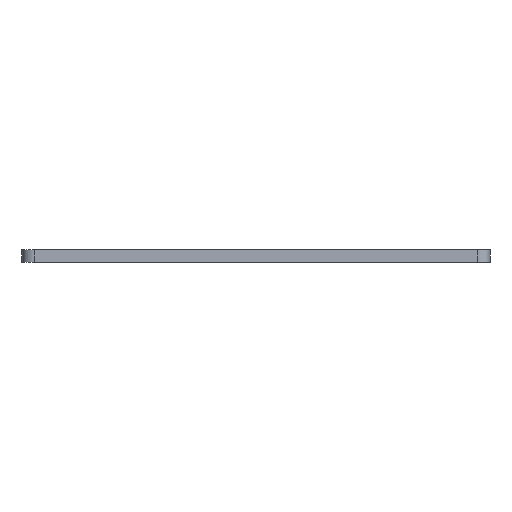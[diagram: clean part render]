
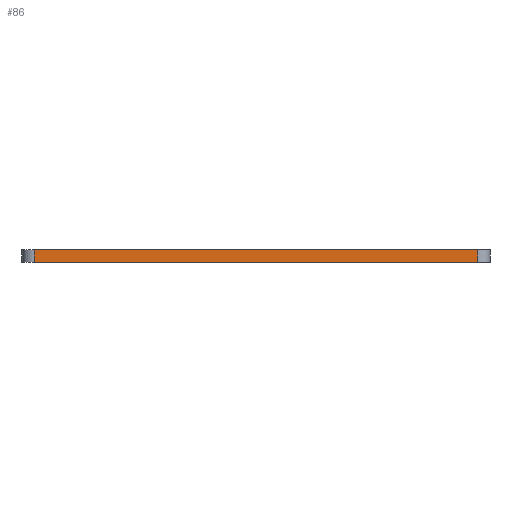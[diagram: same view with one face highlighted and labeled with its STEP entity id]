
A CAD part, front view. The second image highlights one B-rep face of the part: STEP entity #86.
In plain terms, the highlighted planar face has unit normal (0, -1, 0).
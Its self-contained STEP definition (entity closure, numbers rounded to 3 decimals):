
#6 = CARTESIAN_POINT ( 'NONE',  ( 115., 2., -0.5 ) ) ;
#51 = CARTESIAN_POINT ( 'NONE',  ( 2., 2., -0.5 ) ) ;
#63 = CARTESIAN_POINT ( 'NONE',  ( 5., 2., 2.5 ) ) ;
#64 = DIRECTION ( 'NONE',  ( 0., 0., -1. ) ) ;
#66 = LINE ( 'NONE', #6, #575 ) ;
#73 = ORIENTED_EDGE ( 'NONE', *, *, #194, .T. ) ;
#82 = VECTOR ( 'NONE', #494, 1000. ) ;
#86 = ADVANCED_FACE ( 'NONE', ( #606 ), #544, .T. ) ;
#104 = VERTEX_POINT ( 'NONE', #736 ) ;
#117 = DIRECTION ( 'NONE',  ( 1., 0., 0. ) ) ;
#143 = VERTEX_POINT ( 'NONE', #203 ) ;
#163 = EDGE_LOOP ( 'NONE', ( #835, #73, #308, #855 ) ) ;
#177 = VECTOR ( 'NONE', #64, 1000. ) ;
#194 = EDGE_CURVE ( 'NONE', #644, #844, #847, .T. ) ;
#203 = CARTESIAN_POINT ( 'NONE',  ( 115., 2., -0.5 ) ) ;
#219 = DIRECTION ( 'NONE',  ( 0., 0., 1. ) ) ;
#262 = VECTOR ( 'NONE', #117, 1000. ) ;
#308 = ORIENTED_EDGE ( 'NONE', *, *, #561, .T. ) ;
#332 = DIRECTION ( 'NONE',  ( 0., 0., -1. ) ) ;
#414 = EDGE_CURVE ( 'NONE', #644, #104, #610, .T. ) ;
#494 = DIRECTION ( 'NONE',  ( 1., 0., 0. ) ) ;
#544 = PLANE ( 'NONE',  #833 ) ;
#561 = EDGE_CURVE ( 'NONE', #844, #143, #752, .T. ) ;
#575 = VECTOR ( 'NONE', #219, 1000. ) ;
#604 = CARTESIAN_POINT ( 'NONE',  ( 5., 2., -0.5 ) ) ;
#606 = FACE_OUTER_BOUND ( 'NONE', #163, .T. ) ;
#610 = LINE ( 'NONE', #881, #262 ) ;
#613 = EDGE_CURVE ( 'NONE', #143, #104, #66, .T. ) ;
#644 = VERTEX_POINT ( 'NONE', #63 ) ;
#702 = CARTESIAN_POINT ( 'NONE',  ( 5., 2., -0.5 ) ) ;
#736 = CARTESIAN_POINT ( 'NONE',  ( 115., 2., 2.5 ) ) ;
#752 = LINE ( 'NONE', #825, #82 ) ;
#812 = DIRECTION ( 'NONE',  ( 0., -1., 0. ) ) ;
#825 = CARTESIAN_POINT ( 'NONE',  ( 2., 2., -0.5 ) ) ;
#833 = AXIS2_PLACEMENT_3D ( 'NONE', #51, #812, #332 ) ;
#835 = ORIENTED_EDGE ( 'NONE', *, *, #414, .F. ) ;
#844 = VERTEX_POINT ( 'NONE', #604 ) ;
#847 = LINE ( 'NONE', #702, #177 ) ;
#855 = ORIENTED_EDGE ( 'NONE', *, *, #613, .T. ) ;
#881 = CARTESIAN_POINT ( 'NONE',  ( 2., 2., 2.5 ) ) ;
